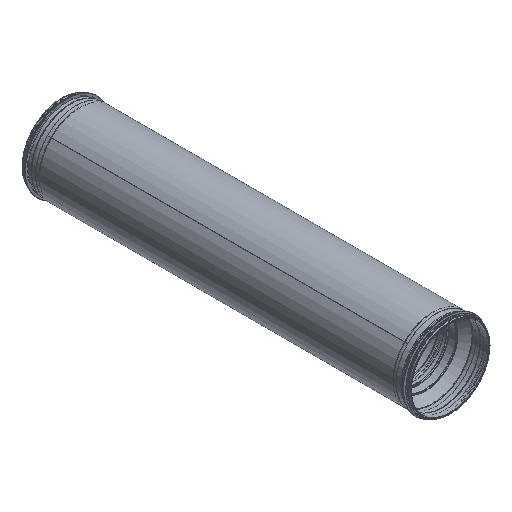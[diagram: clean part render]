
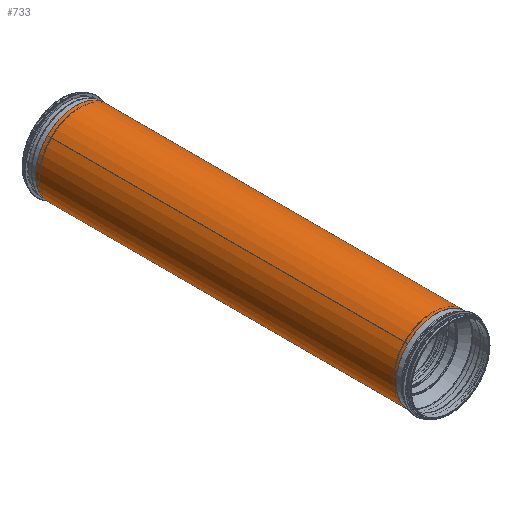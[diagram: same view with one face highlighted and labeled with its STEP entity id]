
A CAD part, isometric view. The second image highlights one B-rep face of the part: STEP entity #733.
In plain terms, the highlighted cylindrical face has radius 100.625 mm (diameter 201.25 mm), a partial arc.
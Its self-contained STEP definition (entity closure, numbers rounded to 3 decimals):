
#599=CARTESIAN_POINT('',(100.625,-0.251,0.0));
#600=VERTEX_POINT('',#599);
#601=CARTESIAN_POINT('',(100.625,-0.251,900.0));
#602=VERTEX_POINT('',#601);
#603=CARTESIAN_POINT('',(100.625,-0.251,0.0));
#604=DIRECTION('',(0.0,0.0,1.0));
#605=VECTOR('',#604,900.0);
#606=LINE('',#603,#605);
#607=EDGE_CURVE('',#600,#602,#606,.T.);
#639=CARTESIAN_POINT('',(100.625,0.251,900.0));
#640=VERTEX_POINT('',#639);
#641=CARTESIAN_POINT('',(100.625,0.251,0.0));
#642=VERTEX_POINT('',#641);
#643=CARTESIAN_POINT('',(100.625,0.251,900.0));
#644=DIRECTION('',(0.0,0.0,-1.0));
#645=VECTOR('',#644,900.0);
#646=LINE('',#643,#645);
#647=EDGE_CURVE('',#640,#642,#646,.T.);
#680=CARTESIAN_POINT('',(0.0,0.0,0.0));
#681=DIRECTION('',(0.0,0.0,1.0));
#682=DIRECTION('',(1.0,0.0,0.0));
#683=AXIS2_PLACEMENT_3D('',#680,#681,#682);
#684=CIRCLE('',#683,100.625);
#685=EDGE_CURVE('',#642,#600,#684,.T.);
#704=CARTESIAN_POINT('',(0.0,0.0,900.0));
#705=DIRECTION('',(0.0,0.0,-1.0));
#706=DIRECTION('',(1.0,0.0,0.0));
#707=AXIS2_PLACEMENT_3D('',#704,#705,#706);
#708=CIRCLE('',#707,100.625);
#709=EDGE_CURVE('',#602,#640,#708,.T.);
#722=CARTESIAN_POINT('',(0.0,0.0,0.0));
#723=DIRECTION('',(0.0,0.0,1.0));
#724=DIRECTION('',(1.0,0.0,0.0));
#725=AXIS2_PLACEMENT_3D('',#722,#723,#724);
#726=CYLINDRICAL_SURFACE('',#725,100.625);
#727=ORIENTED_EDGE('',*,*,#607,.T.);
#728=ORIENTED_EDGE('',*,*,#709,.T.);
#729=ORIENTED_EDGE('',*,*,#647,.T.);
#730=ORIENTED_EDGE('',*,*,#685,.T.);
#731=EDGE_LOOP('',(#727,#728,#729,#730));
#732=FACE_OUTER_BOUND('',#731,.T.);
#733=ADVANCED_FACE('',(#732),#726,.T.);
